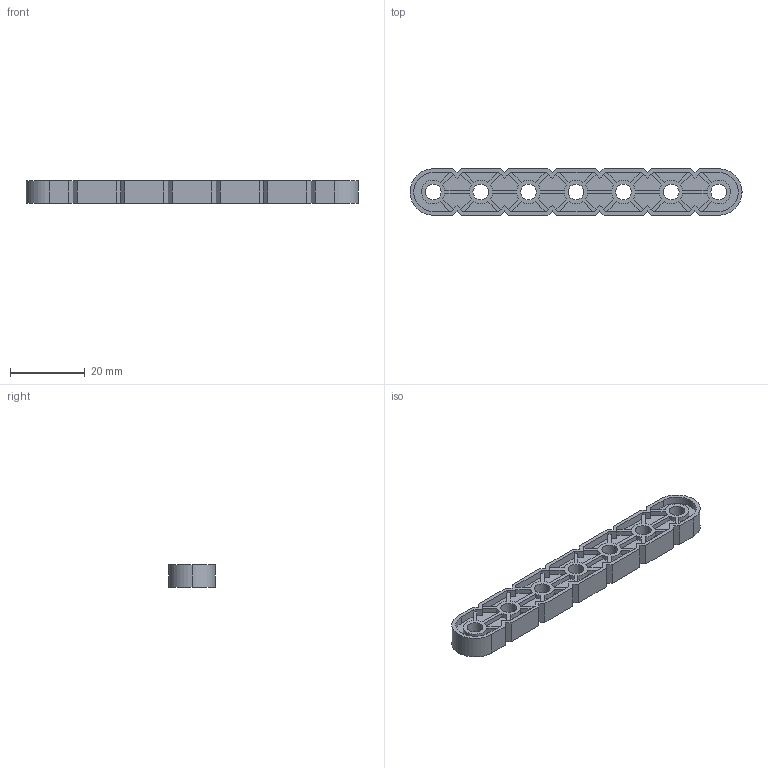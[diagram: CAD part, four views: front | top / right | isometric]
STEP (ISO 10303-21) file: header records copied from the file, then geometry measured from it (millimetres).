
FILE_DESCRIPTION (( 'STEP AP214' ), '1' );
FILE_NAME ('228-2500-006.STEP', '2015-06-26T22:59:38', ( '' ), ( '' ), 'SwSTEP 2.0', 'SolidWorks 2015', '' );
FILE_SCHEMA (( 'AUTOMOTIVE_DESIGN' ));
Length unit declared in the file: millimetre
Products named in the file (1): 228-2500-006
Bounding box: 88.6 x 12.4 x 6.1 mm (x, y, z)
Volume: 3392 mm3; surface area: 5256.5 mm2
Topology: 1 solids, 1 shells, 388 faces, 1152 edges, 768 vertices
Faces by surface type: plane 286, cylinder 102
Entity records: 12982 total; most frequent: CARTESIAN_POINT 2309, ORIENTED_EDGE 2304, DIRECTION 2134, EDGE_CURVE 1152, VECTOR 948, LINE 948, VERTEX_POINT 768, AXIS2_PLACEMENT_3D 593
